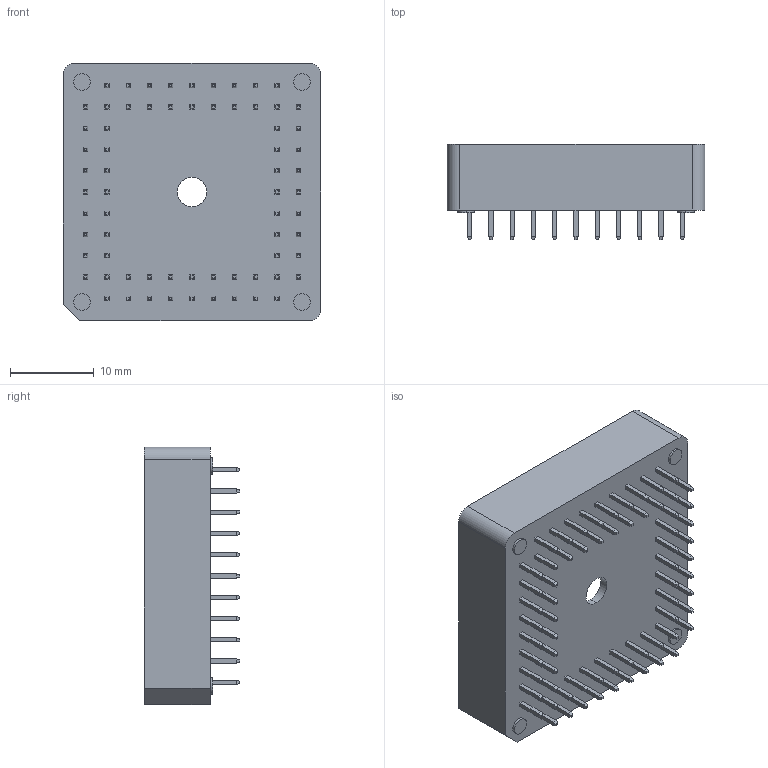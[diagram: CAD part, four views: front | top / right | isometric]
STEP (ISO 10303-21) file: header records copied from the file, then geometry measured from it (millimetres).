
FILE_DESCRIPTION (( 'STEP AP214' ), '1' );
FILE_NAME ('PLCC-68-R.STEP', '2023-08-31T09:11:22', ( '' ), ( '' ), 'SwSTEP 2.0', 'SolidWorks 2021', '' );
FILE_SCHEMA (( 'AUTOMOTIVE_DESIGN' ));
Length unit declared in the file: millimetre
Products named in the file (1): PLCC-68-R
Bounding box: 30.8 x 11.35 x 30.8 mm (x, y, z)
Volume: 3155.3 mm3; surface area: 8560.1 mm2
Topology: 137 solids, 137 shells, 1570 faces, 3577 edges, 2293 vertices
Faces by surface type: plane 1542, cylinder 28
Entity records: 44079 total; most frequent: CARTESIAN_POINT 7441, ORIENTED_EDGE 7154, DIRECTION 6775, EDGE_CURVE 3577, LINE 3521, VECTOR 3521, VERTEX_POINT 2293, AXIS2_PLACEMENT_3D 1627
